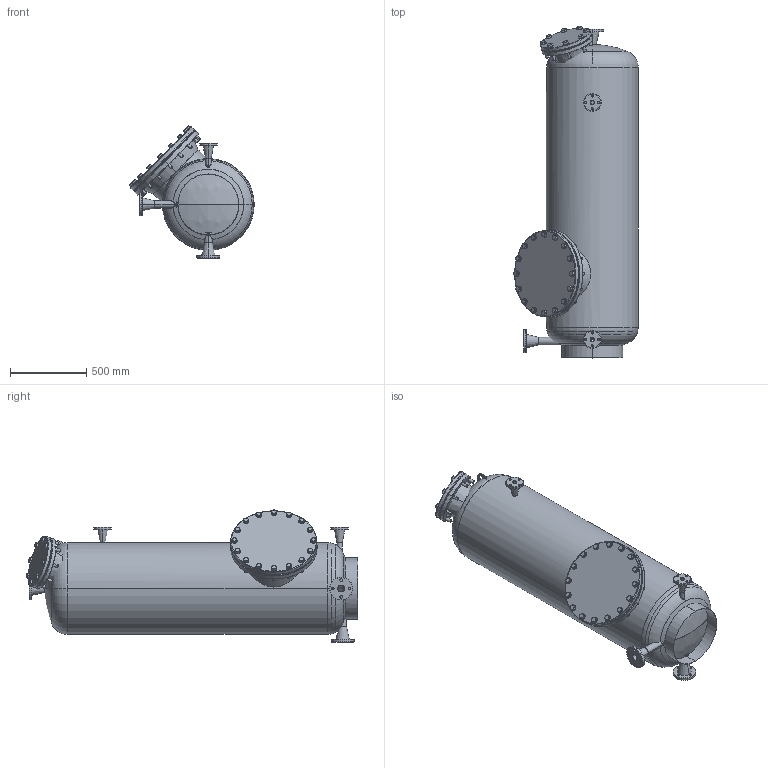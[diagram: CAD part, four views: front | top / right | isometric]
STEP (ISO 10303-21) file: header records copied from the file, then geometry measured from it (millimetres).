
FILE_DESCRIPTION (( 'STEP AP214' ), '1' );
FILE_NAME ('ind_mediterran_60_sb1200.STEP', '2020-12-03T12:04:36', ( '' ), ( '' ), 'SwSTEP 2.0', 'SolidWorks 2019', '' );
FILE_SCHEMA (( 'AUTOMOTIVE_DESIGN' ));
Length unit declared in the file: millimetre
Products named in the file (1): ind_mediterran_60_sb1200
Bounding box: 813.85 x 2170.63 x 863.85 mm (x, y, z)
Volume: 30296711.6 mm3; surface area: 10827394 mm2
Topology: 65 solids, 65 shells, 979 faces, 2204 edges, 1375 vertices
Faces by surface type: cylinder 362, plane 307, cone 232, torus 51, bspline 16, sphere 11
Entity records: 43516 total; most frequent: CARTESIAN_POINT 9653, DIRECTION 4854, ORIENTED_EDGE 4400, EDGE_CURVE 2200, AXIS2_PLACEMENT_3D 2057, VERTEX_POINT 1373, EDGE_LOOP 1231, CIRCLE 1093
